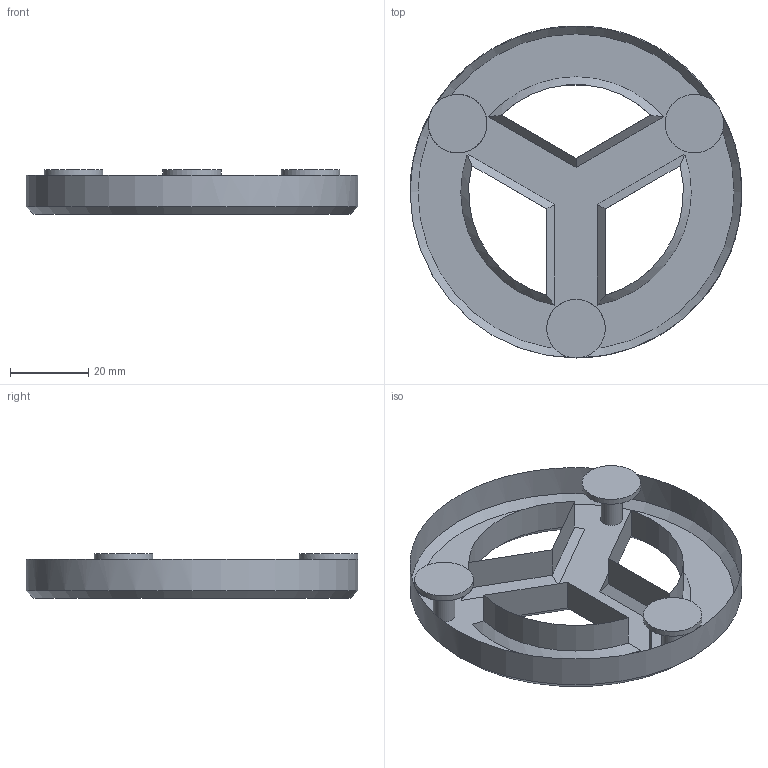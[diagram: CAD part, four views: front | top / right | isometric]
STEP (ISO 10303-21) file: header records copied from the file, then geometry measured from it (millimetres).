
FILE_DESCRIPTION(/* description */ ('','CAx-IF Rec.Pracs.---Representation and Presentation of Product Manufacturing Information (PMI)---4.0---2014-10-13'),/* implementation_level */ '2;1');
FILE_NAME(/* name */ 'primaryMirrorCell.step',/* time_stamp */ '2024-12-23T11:53:33-05:00',/* author */ (''),/* organization */ (''),/* preprocessor_version */ 'ST-DEVELOPER v20',/* originating_system */ 'Autodesk Translation Framework v13.20.0.188',/* authorisation */ '');
FILE_SCHEMA (('AP242_MANAGED_MODEL_BASED_3D_ENGINEERING_MIM_LF { 1 0 10303 442 1 1 4 }'));
Length unit declared in the file: millimetre
Products named in the file (1): Mirror Cell
Bounding box: 85 x 85 x 11.5 mm (x, y, z)
Volume: 43358.9 mm3; surface area: 14181 mm2
Topology: 1 solids, 1 shells, 38 faces, 91 edges, 56 vertices
Faces by surface type: plane 22, cylinder 12, cone 4
Full cylindrical faces by diameter (mm): 5.6 x3, 15 x3, 85 x1
Entity records: 1166 total; most frequent: CARTESIAN_POINT 204, DIRECTION 200, ORIENTED_EDGE 182, EDGE_CURVE 91, AXIS2_PLACEMENT_3D 76, VERTEX_POINT 56, EDGE_LOOP 49, LINE 48
